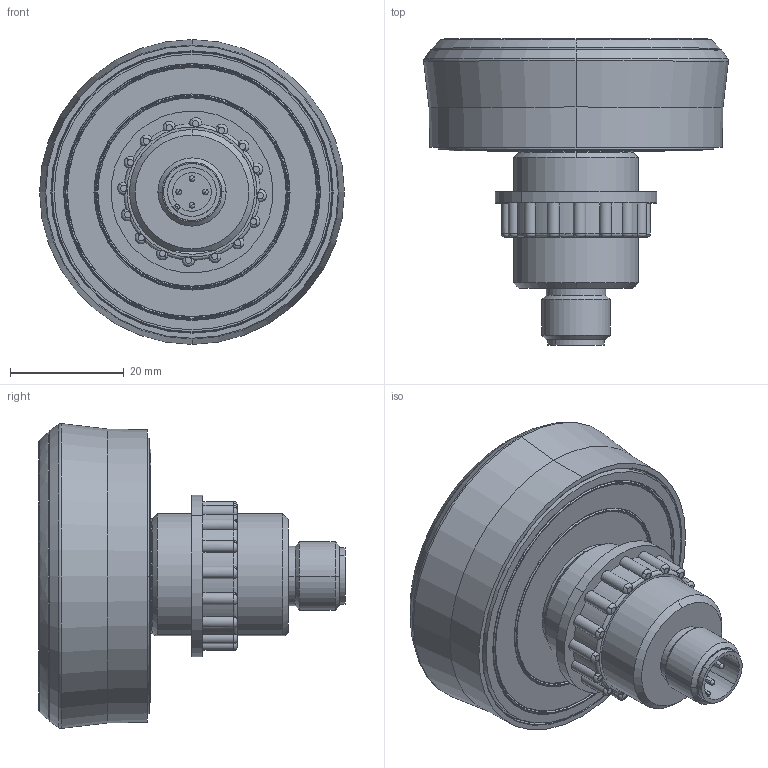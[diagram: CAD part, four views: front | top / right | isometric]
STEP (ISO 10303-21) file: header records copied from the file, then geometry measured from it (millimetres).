
FILE_DESCRIPTION (( 'STEP AP203' ), '1' );
FILE_NAME ('CAP000889-00.STEP', '2021-05-27T11:41:05', ( '' ), ( '' ), 'SwSTEP 2.0', 'SolidWorks 2020', '' );
FILE_SCHEMA (( 'CONFIG_CONTROL_DESIGN' ));
Length unit declared in the file: millimetre
Products named in the file (1): CAP000889-00
Bounding box: 53.61 x 53.84 x 53.61 mm (x, y, z)
Volume: 51715.9 mm3; surface area: 13549.8 mm2
Topology: 2 solids, 28 shells, 704 faces, 1765 edges, 1123 vertices
Faces by surface type: plane 285, bspline 145, cylinder 133, torus 91, cone 42, sphere 8
Entity records: 23142 total; most frequent: CARTESIAN_POINT 6946, ORIENTED_EDGE 3514, DIRECTION 3057, EDGE_CURVE 1757, VERTEX_POINT 1123, AXIS2_PLACEMENT_3D 1095, VECTOR 867, LINE 867
